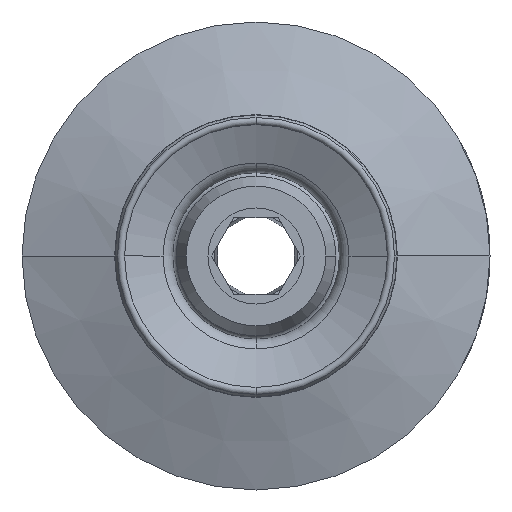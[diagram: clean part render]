
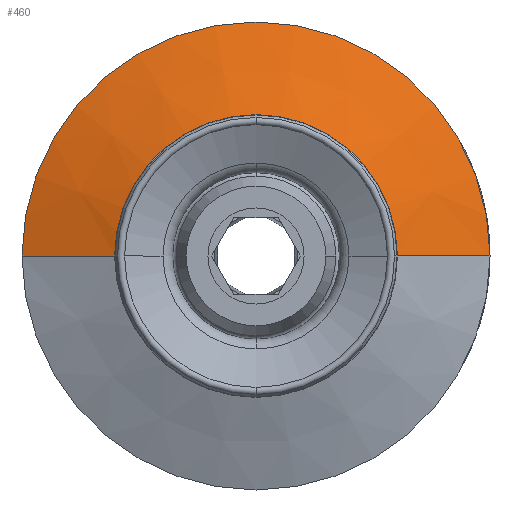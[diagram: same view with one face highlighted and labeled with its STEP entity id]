
A CAD part, front view. The second image highlights one B-rep face of the part: STEP entity #460.
In plain terms, the highlighted conical face has half-angle 70 degrees and reference radius 18.25 mm.
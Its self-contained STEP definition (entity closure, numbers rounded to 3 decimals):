
#460=ADVANCED_FACE('',(#941),#942,.T.);
#941=FACE_OUTER_BOUND('',#1346,.T.);
#942=CONICAL_SURFACE('',#1347,18.25,1.222);
#1346=EDGE_LOOP('',(#3839,#3840,#3841,#3842,#3843));
#1347=AXIS2_PLACEMENT_3D('',#3844,#3845,#3846);
#3839=ORIENTED_EDGE('',*,*,#4957,.F.);
#3840=ORIENTED_EDGE('',*,*,#4958,.T.);
#3841=ORIENTED_EDGE('',*,*,#4956,.T.);
#3842=ORIENTED_EDGE('',*,*,#4959,.F.);
#3843=ORIENTED_EDGE('',*,*,#4960,.F.);
#3844=CARTESIAN_POINT('',(0.,-6.5,0.0));
#3845=DIRECTION('',(0.0,1.0,-0.0));
#3846=DIRECTION('',(-1.0,0.0,0.0));
#4956=EDGE_CURVE('',#5574,#5580,#5582,.T.);
#4957=EDGE_CURVE('',#5583,#5584,#5585,.T.);
#4958=EDGE_CURVE('',#5583,#5574,#5586,.T.);
#4959=EDGE_CURVE('',#5587,#5580,#5588,.T.);
#4960=EDGE_CURVE('',#5584,#5587,#5589,.T.);
#5574=VERTEX_POINT('',#6198);
#5580=VERTEX_POINT('',#6204);
#5582=CIRCLE('',#6206,11.029);
#5583=VERTEX_POINT('',#6207);
#5584=VERTEX_POINT('',#6208);
#5585=LINE('',#6209,#6210);
#5586=CIRCLE('',#6211,11.029);
#5587=VERTEX_POINT('',#6212);
#5588=LINE('',#6213,#6214);
#5589=CIRCLE('',#6215,18.25);
#6198=CARTESIAN_POINT('',(0.,-9.128,11.029));
#6204=CARTESIAN_POINT('',(11.029,-9.128,0.));
#6206=AXIS2_PLACEMENT_3D('',#9139,#9140,#9141);
#6207=CARTESIAN_POINT('',(-11.029,-9.128,0.0));
#6208=CARTESIAN_POINT('',(-18.25,-6.5,0.0));
#6209=CARTESIAN_POINT('',(-18.25,-6.5,0.));
#6210=VECTOR('',#9142,1.0);
#6211=AXIS2_PLACEMENT_3D('',#9143,#9144,#9145);
#6212=CARTESIAN_POINT('',(18.25,-6.5,0.));
#6213=CARTESIAN_POINT('',(18.25,-6.5,0.));
#6214=VECTOR('',#9146,1.0);
#6215=AXIS2_PLACEMENT_3D('',#9147,#9148,#9149);
#9139=CARTESIAN_POINT('',(0.,-9.128,0.0));
#9140=DIRECTION('',(0.0,1.0,0.0));
#9141=DIRECTION('',(-1.0,0.0,0.0));
#9142=DIRECTION('',(-0.94,0.342,0.));
#9143=CARTESIAN_POINT('',(0.,-9.128,0.0));
#9144=DIRECTION('',(0.0,1.0,0.0));
#9145=DIRECTION('',(-1.0,0.0,0.0));
#9146=DIRECTION('',(-0.94,-0.342,0.));
#9147=CARTESIAN_POINT('',(0.,-6.5,0.0));
#9148=DIRECTION('',(0.0,1.0,0.0));
#9149=DIRECTION('',(-1.0,0.0,0.0));
